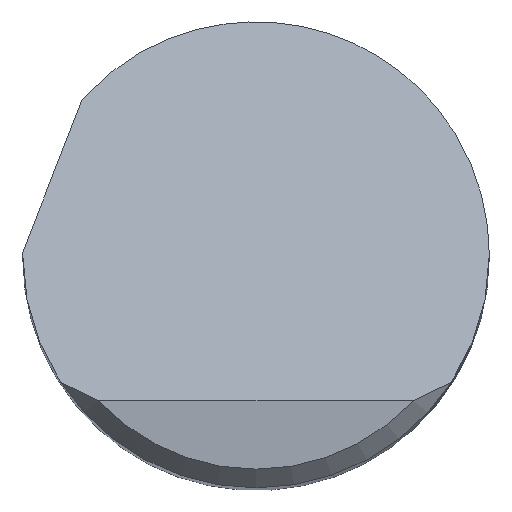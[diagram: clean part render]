
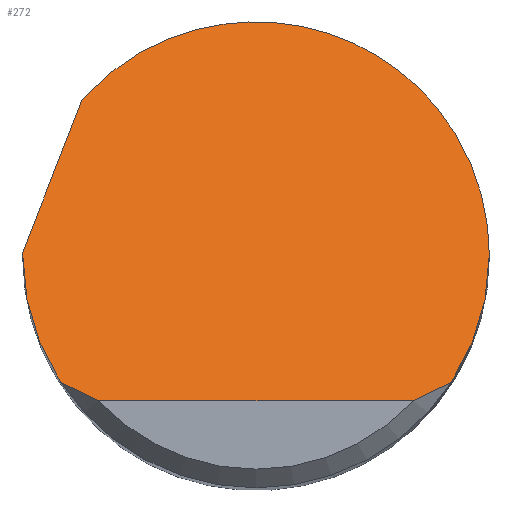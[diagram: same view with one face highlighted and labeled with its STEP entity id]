
A CAD part, top view. The second image highlights one B-rep face of the part: STEP entity #272.
In plain terms, the highlighted planar face has unit normal (0, 0.707, 0.707).
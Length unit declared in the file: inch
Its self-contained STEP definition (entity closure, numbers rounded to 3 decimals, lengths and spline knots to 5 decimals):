
#6 =( BOUNDED_CURVE ( )  B_SPLINE_CURVE ( 3, ( #539, #466, #205, #340 ),
 .UNSPECIFIED., .F., .T. ) 
 B_SPLINE_CURVE_WITH_KNOTS ( ( 4, 4 ),
 ( 4.71239, 4.72306 ),
 .UNSPECIFIED. ) 
 CURVE ( )  GEOMETRIC_REPRESENTATION_ITEM ( )  RATIONAL_B_SPLINE_CURVE ( ( 1., 1., 1., 1. ) ) 
 REPRESENTATION_ITEM ( '' )  );
#20 = CARTESIAN_POINT ( 'NONE',  ( -0.1875, 0., 1.8825 ) ) ;
#24 = VERTEX_POINT ( 'NONE', #430 ) ;
#53 = ORIENTED_EDGE ( 'NONE', *, *, #459, .T. ) ;
#54 = CARTESIAN_POINT ( 'NONE',  ( -0.12629, -0.1175, 2. ) ) ;
#65 = ORIENTED_EDGE ( 'NONE', *, *, #181, .F. ) ;
#170 = DIRECTION ( 'NONE',  ( 0.265, 0.682, -0.682 ) ) ;
#181 = EDGE_CURVE ( 'NONE', #510, #661, #256, .T. ) ;
#201 = VERTEX_POINT ( 'NONE', #20 ) ;
#205 = CARTESIAN_POINT ( 'NONE',  ( -0.1875, 0.00133, 1.88117 ) ) ;
#214 = FACE_OUTER_BOUND ( 'NONE', #560, .T. ) ;
#218 = CARTESIAN_POINT ( 'NONE',  ( 0.12629, -0.1175, 2. ) ) ;
#223 = CARTESIAN_POINT ( 'NONE',  ( 0.1875, 0.20437, 1.67813 ) ) ;
#230 = LINE ( 'NONE', #747, #671 ) ;
#231 = EDGE_CURVE ( 'NONE', #665, #510, #345, .T. ) ;
#236 = DIRECTION ( 'NONE',  ( 1., 0., 0. ) ) ;
#254 = CARTESIAN_POINT ( 'NONE',  ( 0.157, -0.1025, 1.985 ) ) ;
#256 =( BOUNDED_CURVE ( )  B_SPLINE_CURVE ( 3, ( #637, #316, #395, #254 ),
 .UNSPECIFIED., .F., .T. ) 
 B_SPLINE_CURVE_WITH_KNOTS ( ( 4, 4 ),
 ( 1.5708, 2.14917 ),
 .UNSPECIFIED. ) 
 CURVE ( )  GEOMETRIC_REPRESENTATION_ITEM ( )  RATIONAL_B_SPLINE_CURVE ( ( 1., 0.972, 0.972, 1. ) ) 
 REPRESENTATION_ITEM ( '' )  );
#258 = EDGE_CURVE ( 'NONE', #201, #24, #6, .T. ) ;
#272 = ADVANCED_FACE ( 'NONE', ( #214 ), #529, .F. ) ;
#278 = CARTESIAN_POINT ( 'NONE',  ( -0.13971, 0.12505, 1.75745 ) ) ;
#284 = B_SPLINE_CURVE_WITH_KNOTS ( 'NONE', 3,
 ( #453, #722, #511, #572 ),
 .UNSPECIFIED., .F., .F.,
 ( 4, 4 ),
 ( 0., 0.00095 ),
 .UNSPECIFIED. ) ;
#288 = VECTOR ( 'NONE', #170, 39.37008 ) ;
#294 = LINE ( 'NONE', #814, #288 ) ;
#296 = VERTEX_POINT ( 'NONE', #218 ) ;
#299 = VERTEX_POINT ( 'NONE', #745 ) ;
#302 = ORIENTED_EDGE ( 'NONE', *, *, #258, .F. ) ;
#316 = CARTESIAN_POINT ( 'NONE',  ( 0.1875, -0.03666, 1.91916 ) ) ;
#328 = CARTESIAN_POINT ( 'NONE',  ( 0.1875, 0., 1.8825 ) ) ;
#340 = CARTESIAN_POINT ( 'NONE',  ( -0.18749, 0.002, 1.8805 ) ) ;
#345 =( BOUNDED_CURVE ( )  B_SPLINE_CURVE ( 3, ( #278, #477, #223, #606 ),
 .UNSPECIFIED., .F., .T. ) 
 B_SPLINE_CURVE_WITH_KNOTS ( ( 4, 4 ),
 ( 5.44247, 7.85398 ),
 .UNSPECIFIED. ) 
 CURVE ( )  GEOMETRIC_REPRESENTATION_ITEM ( )  RATIONAL_B_SPLINE_CURVE ( ( 1., 0.571, 0.571, 1. ) ) 
 REPRESENTATION_ITEM ( '' )  );
#351 = VERTEX_POINT ( 'NONE', #433 ) ;
#372 = CARTESIAN_POINT ( 'NONE',  ( -0.1875, -0.03666, 1.91916 ) ) ;
#377 = CARTESIAN_POINT ( 'NONE',  ( -0.14711, -0.10785, 1.99035 ) ) ;
#395 = CARTESIAN_POINT ( 'NONE',  ( 0.17704, -0.0718, 1.9543 ) ) ;
#399 = EDGE_CURVE ( 'NONE', #299, #201, #480, .T. ) ;
#420 = ORIENTED_EDGE ( 'NONE', *, *, #785, .T. ) ;
#423 = CARTESIAN_POINT ( 'NONE',  ( -0.1875, 0., 1.8825 ) ) ;
#430 = CARTESIAN_POINT ( 'NONE',  ( -0.18749, 0.002, 1.8805 ) ) ;
#433 = CARTESIAN_POINT ( 'NONE',  ( -0.12629, -0.1175, 2. ) ) ;
#435 = EDGE_CURVE ( 'NONE', #24, #665, #294, .T. ) ;
#453 = CARTESIAN_POINT ( 'NONE',  ( 0.12629, -0.1175, 2. ) ) ;
#459 = EDGE_CURVE ( 'NONE', #296, #661, #284, .T. ) ;
#466 = CARTESIAN_POINT ( 'NONE',  ( -0.1875, 0.00067, 1.88183 ) ) ;
#473 = DIRECTION ( 'NONE',  ( 0., 0.707, -0.707 ) ) ;
#477 = CARTESIAN_POINT ( 'NONE',  ( -0.00341, 0.27733, 1.60517 ) ) ;
#480 =( BOUNDED_CURVE ( )  B_SPLINE_CURVE ( 3, ( #615, #697, #372, #423 ),
 .UNSPECIFIED., .F., .T. ) 
 B_SPLINE_CURVE_WITH_KNOTS ( ( 4, 4 ),
 ( 4.13401, 4.71239 ),
 .UNSPECIFIED. ) 
 CURVE ( )  GEOMETRIC_REPRESENTATION_ITEM ( )  RATIONAL_B_SPLINE_CURVE ( ( 1., 0.972, 0.972, 1. ) ) 
 REPRESENTATION_ITEM ( '' )  );
#481 = DIRECTION ( 'NONE',  ( 0., -0.707, -0.707 ) ) ;
#505 = CARTESIAN_POINT ( 'NONE',  ( -0.157, -0.1025, 1.985 ) ) ;
#510 = VERTEX_POINT ( 'NONE', #328 ) ;
#511 = CARTESIAN_POINT ( 'NONE',  ( 0.14711, -0.10785, 1.99035 ) ) ;
#527 = CARTESIAN_POINT ( 'NONE',  ( 0.157, -0.1025, 1.985 ) ) ;
#529 = PLANE ( 'NONE',  #555 ) ;
#539 = CARTESIAN_POINT ( 'NONE',  ( -0.1875, 0., 1.8825 ) ) ;
#542 = ORIENTED_EDGE ( 'NONE', *, *, #231, .F. ) ;
#552 = EDGE_CURVE ( 'NONE', #299, #351, #766, .T. ) ;
#555 = AXIS2_PLACEMENT_3D ( 'NONE', #679, #481, #473 ) ;
#560 = EDGE_LOOP ( 'NONE', ( #420, #53, #65, #542, #794, #302, #839, #731 ) ) ;
#572 = CARTESIAN_POINT ( 'NONE',  ( 0.157, -0.1025, 1.985 ) ) ;
#606 = CARTESIAN_POINT ( 'NONE',  ( 0.1875, 0., 1.8825 ) ) ;
#615 = CARTESIAN_POINT ( 'NONE',  ( -0.157, -0.1025, 1.985 ) ) ;
#636 = CARTESIAN_POINT ( 'NONE',  ( -0.1369, -0.11288, 1.99538 ) ) ;
#637 = CARTESIAN_POINT ( 'NONE',  ( 0.1875, 0., 1.8825 ) ) ;
#661 = VERTEX_POINT ( 'NONE', #527 ) ;
#665 = VERTEX_POINT ( 'NONE', #669 ) ;
#669 = CARTESIAN_POINT ( 'NONE',  ( -0.13971, 0.12505, 1.75745 ) ) ;
#671 = VECTOR ( 'NONE', #236, 39.37008 ) ;
#679 = CARTESIAN_POINT ( 'NONE',  ( -0.1875, -0.1175, 2. ) ) ;
#697 = CARTESIAN_POINT ( 'NONE',  ( -0.17704, -0.0718, 1.9543 ) ) ;
#722 = CARTESIAN_POINT ( 'NONE',  ( 0.1369, -0.11288, 1.99538 ) ) ;
#731 = ORIENTED_EDGE ( 'NONE', *, *, #552, .T. ) ;
#745 = CARTESIAN_POINT ( 'NONE',  ( -0.157, -0.1025, 1.985 ) ) ;
#747 = CARTESIAN_POINT ( 'NONE',  ( 0., -0.1175, 2. ) ) ;
#766 = B_SPLINE_CURVE_WITH_KNOTS ( 'NONE', 3,
 ( #505, #377, #636, #54 ),
 .UNSPECIFIED., .F., .F.,
 ( 4, 4 ),
 ( 0., 0.00095 ),
 .UNSPECIFIED. ) ;
#785 = EDGE_CURVE ( 'NONE', #351, #296, #230, .T. ) ;
#794 = ORIENTED_EDGE ( 'NONE', *, *, #435, .F. ) ;
#814 = CARTESIAN_POINT ( 'NONE',  ( -0.23064, -0.10912, 1.99162 ) ) ;
#839 = ORIENTED_EDGE ( 'NONE', *, *, #399, .F. ) ;
